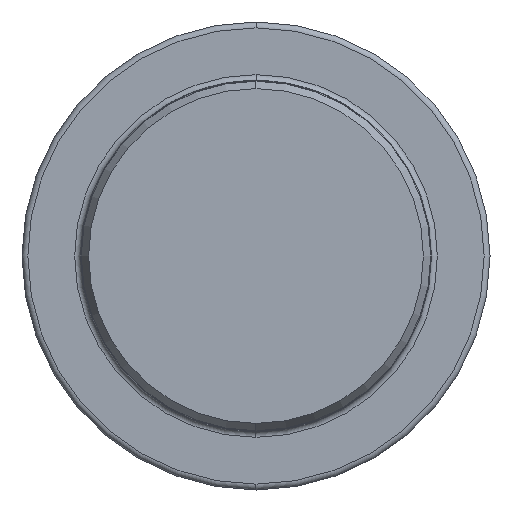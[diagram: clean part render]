
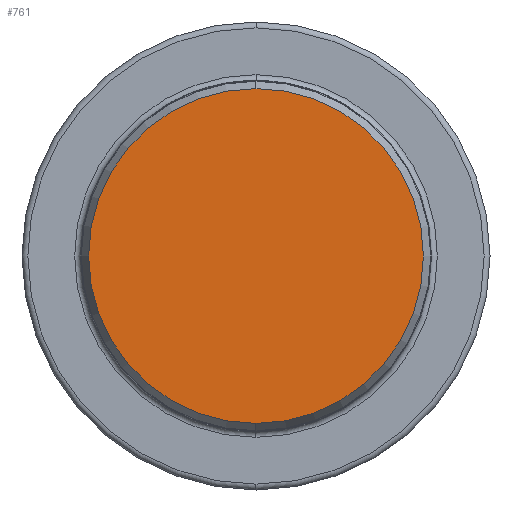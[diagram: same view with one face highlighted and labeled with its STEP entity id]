
A CAD part, left-side view. The second image highlights one B-rep face of the part: STEP entity #761.
In plain terms, the highlighted planar face has unit normal (-1, 0, 0).
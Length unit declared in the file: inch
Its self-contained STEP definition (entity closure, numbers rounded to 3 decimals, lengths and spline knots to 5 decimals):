
#59 = ORIENTED_EDGE ( 'NONE', *, *, #402, .F. ) ;
#75 = AXIS2_PLACEMENT_3D ( 'NONE', #192, #393, #331 ) ;
#89 = DIRECTION ( 'NONE',  ( 0., 0., -1. ) ) ;
#113 = CIRCLE ( 'NONE', #290, 0.17884 ) ;
#159 = DIRECTION ( 'NONE',  ( 1., 0., 0. ) ) ;
#192 = CARTESIAN_POINT ( 'NONE',  ( -0.625, 0., 0. ) ) ;
#226 = ORIENTED_EDGE ( 'NONE', *, *, #539, .F. ) ;
#278 = DIRECTION ( 'NONE',  ( 1., 0., 0. ) ) ;
#289 = VERTEX_POINT ( 'NONE', #421 ) ;
#290 = AXIS2_PLACEMENT_3D ( 'NONE', #475, #159, #664 ) ;
#331 = DIRECTION ( 'NONE',  ( 0., 0., 1. ) ) ;
#368 = EDGE_LOOP ( 'NONE', ( #59, #226 ) ) ;
#389 = PLANE ( 'NONE',  #75 ) ;
#393 = DIRECTION ( 'NONE',  ( -1., 0., 0. ) ) ;
#400 = VERTEX_POINT ( 'NONE', #487 ) ;
#402 = EDGE_CURVE ( 'NONE', #400, #289, #113, .T. ) ;
#421 = CARTESIAN_POINT ( 'NONE',  ( -0.625, 0., 0.17884 ) ) ;
#425 = FACE_OUTER_BOUND ( 'NONE', #368, .T. ) ;
#466 = CARTESIAN_POINT ( 'NONE',  ( -0.625, 0., 0. ) ) ;
#475 = CARTESIAN_POINT ( 'NONE',  ( -0.625, 0., 0. ) ) ;
#487 = CARTESIAN_POINT ( 'NONE',  ( -0.625, 0., -0.17884 ) ) ;
#539 = EDGE_CURVE ( 'NONE', #289, #400, #790, .T. ) ;
#664 = DIRECTION ( 'NONE',  ( 0., 0., -1. ) ) ;
#694 = AXIS2_PLACEMENT_3D ( 'NONE', #466, #278, #89 ) ;
#761 = ADVANCED_FACE ( 'NONE', ( #425 ), #389, .T. ) ;
#790 = CIRCLE ( 'NONE', #694, 0.17884 ) ;
